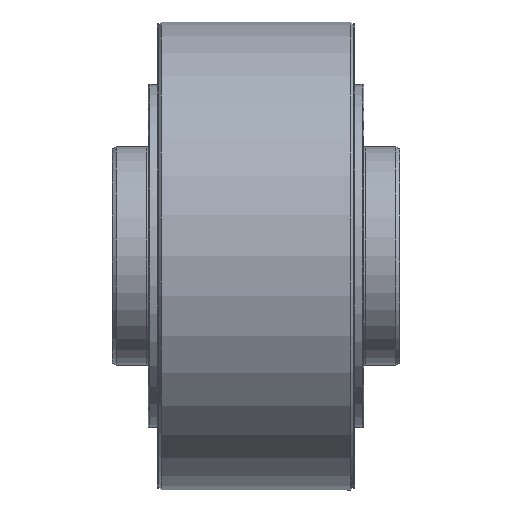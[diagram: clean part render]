
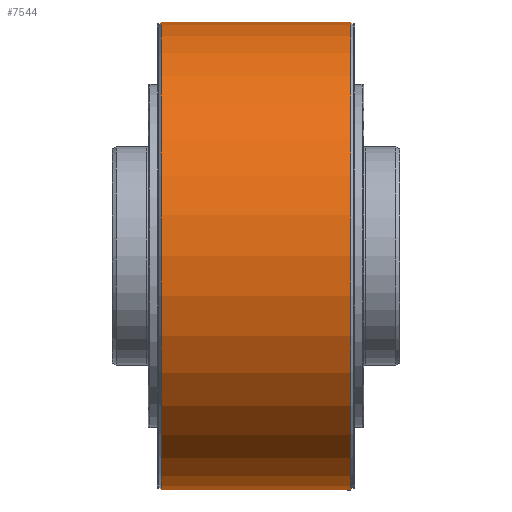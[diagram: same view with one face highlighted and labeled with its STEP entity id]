
A CAD part, top view. The second image highlights one B-rep face of the part: STEP entity #7544.
In plain terms, the highlighted cylindrical face has radius 75 mm (diameter 150 mm), a partial arc.
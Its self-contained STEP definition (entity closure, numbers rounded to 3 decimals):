
#6859=CARTESIAN_POINT('',(-30.4,0.,0.));
#6860=DIRECTION('',(1.,0.,0.));
#6861=DIRECTION('',(0.,1.,0.));
#6862=AXIS2_PLACEMENT_3D('',#6859,#6860,#6861);
#6864=CARTESIAN_POINT('',(-30.4,0.,0.));
#6865=DIRECTION('',(1.,0.,0.));
#6866=DIRECTION('',(0.,0.,1.));
#6867=AXIS2_PLACEMENT_3D('',#6864,#6865,#6866);
#6887=DIRECTION('',(-1.,0.,0.));
#6888=VECTOR('',#6887,60.8);
#6889=CARTESIAN_POINT('',(30.4,75.,0.));
#6890=LINE('',#6889,#6888);
#7025=CARTESIAN_POINT('',(30.4,0.,0.));
#7026=DIRECTION('',(-1.,0.,0.));
#7027=DIRECTION('',(0.,-1.,0.));
#7028=AXIS2_PLACEMENT_3D('',#7025,#7026,#7027);
#7030=CARTESIAN_POINT('',(30.4,0.,0.));
#7031=DIRECTION('',(-1.,0.,0.));
#7032=DIRECTION('',(0.,0.,1.));
#7033=AXIS2_PLACEMENT_3D('',#7030,#7031,#7032);
#7039=DIRECTION('',(-1.,0.,0.));
#7040=VECTOR('',#7039,60.8);
#7041=CARTESIAN_POINT('',(30.4,-75.,0.));
#7042=LINE('',#7041,#7040);
#7283=CARTESIAN_POINT('',(30.4,-75.,0.));
#7284=VERTEX_POINT('',#7283);
#7285=CARTESIAN_POINT('',(30.4,0.,75.));
#7286=CARTESIAN_POINT('',(30.4,75.,0.));
#7287=VERTEX_POINT('',#7285);
#7288=VERTEX_POINT('',#7286);
#7291=CARTESIAN_POINT('',(-30.4,75.,0.));
#7292=VERTEX_POINT('',#7291);
#7295=CARTESIAN_POINT('',(-30.4,-75.,0.));
#7296=VERTEX_POINT('',#7295);
#7297=CARTESIAN_POINT('',(-30.4,0.,75.));
#7298=VERTEX_POINT('',#7297);
#7531=CARTESIAN_POINT('',(-31.4,0.,0.));
#7532=DIRECTION('',(1.,0.,0.));
#7533=DIRECTION('',(0.,-1.,0.));
#7534=AXIS2_PLACEMENT_3D('',#7531,#7532,#7533);
#7535=CYLINDRICAL_SURFACE('',#7534,75.);
#7536=ORIENTED_EDGE('',*,*,#7525,.F.);
#7537=ORIENTED_EDGE('',*,*,#7523,.F.);
#7538=ORIENTED_EDGE('',*,*,#7420,.T.);
#7539=ORIENTED_EDGE('',*,*,#7384,.F.);
#7540=ORIENTED_EDGE('',*,*,#7382,.F.);
#7541=ORIENTED_EDGE('',*,*,#7416,.F.);
#7542=EDGE_LOOP('',(#7536,#7537,#7538,#7539,#7540,#7541));
#7543=FACE_OUTER_BOUND('',#7542,.F.);
#6863=CIRCLE('',#6862,75.);
#6868=CIRCLE('',#6867,75.);
#7029=CIRCLE('',#7028,75.);
#7034=CIRCLE('',#7033,75.);
#7382=EDGE_CURVE('',#7292,#7298,#6863,.T.);
#7384=EDGE_CURVE('',#7298,#7296,#6868,.T.);
#7416=EDGE_CURVE('',#7288,#7292,#6890,.T.);
#7420=EDGE_CURVE('',#7284,#7296,#7042,.T.);
#7523=EDGE_CURVE('',#7284,#7287,#7029,.T.);
#7525=EDGE_CURVE('',#7287,#7288,#7034,.T.);
#7544=ADVANCED_FACE('',(#7543),#7535,.T.);
